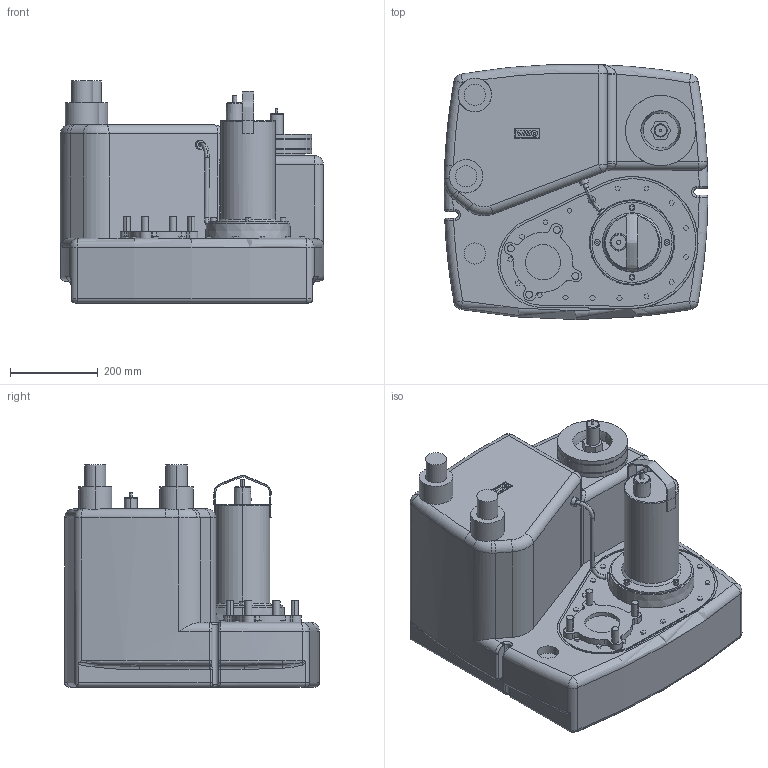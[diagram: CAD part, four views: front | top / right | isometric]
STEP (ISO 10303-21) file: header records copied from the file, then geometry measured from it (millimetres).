
FILE_DESCRIPTION((''),'2;1');
FILE_NAME('3d_DrainLift M 1_8 RV 3~-2528941.stp','2009-02-19T09:48:23',(''),(''),'Mechanical Desktop 2008','Mechanical Desktop 2008',', , ');
FILE_SCHEMA(('CONFIG_CONTROL_DESIGN'));
Length unit declared in the file: millimetre
Products named in the file (1): 3D_DRAINLIFT M 1_8 RV 3~-2528941
Bounding box: 599.93 x 580 x 505 mm (x, y, z)
Volume: 89579985.3 mm3; surface area: 1646401.8 mm2
Topology: 12 solids, 12 shells, 512 faces, 1232 edges, 775 vertices
Faces by surface type: plane 273, cylinder 129, bspline 46, torus 40, cone 16, sphere 8
Entity records: 20699 total; most frequent: CARTESIAN_POINT 8710, DIRECTION 2467, ORIENTED_EDGE 2446, EDGE_CURVE 1223, AXIS2_PLACEMENT_3D 864, VERTEX_POINT 775, VECTOR 739, LINE 739
